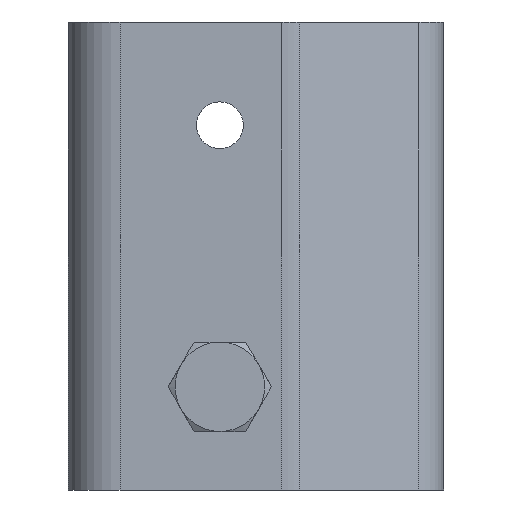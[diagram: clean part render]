
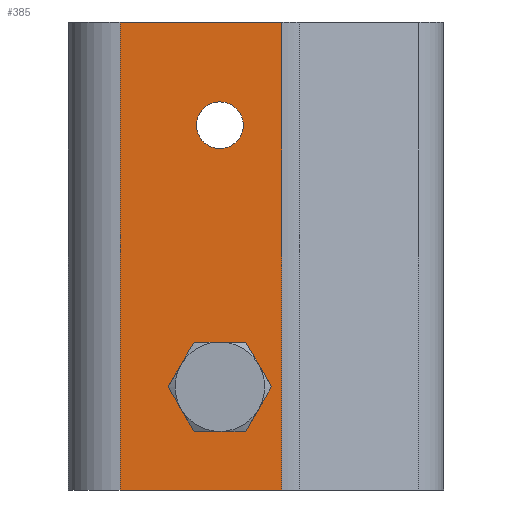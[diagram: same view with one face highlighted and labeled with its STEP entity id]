
A CAD part, left-side view. The second image highlights one B-rep face of the part: STEP entity #385.
In plain terms, the highlighted planar face has unit normal (-1, 0, 0).
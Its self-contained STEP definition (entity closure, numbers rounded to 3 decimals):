
#4 = VECTOR ( 'NONE', #582, 1000. ) ;
#12 = AXIS2_PLACEMENT_3D ( 'NONE', #1778, #1963, #892 ) ;
#24 = PLANE ( 'NONE',  #125 ) ;
#47 = CIRCLE ( 'NONE', #2018, 3.4 ) ;
#125 = AXIS2_PLACEMENT_3D ( 'NONE', #915, #1077, #185 ) ;
#126 = LINE ( 'NONE', #1423, #1007 ) ;
#140 = VERTEX_POINT ( 'NONE', #586 ) ;
#154 = VECTOR ( 'NONE', #1153, 1000. ) ;
#157 = DIRECTION ( 'NONE',  ( 0., -1., 0. ) ) ;
#185 = DIRECTION ( 'NONE',  ( 0., 1., 0. ) ) ;
#192 = VERTEX_POINT ( 'NONE', #1308 ) ;
#202 = CARTESIAN_POINT ( 'NONE',  ( -49.378, 20.197, -19.061 ) ) ;
#208 = DIRECTION ( 'NONE',  ( -1., 0., 0. ) ) ;
#227 = DIRECTION ( 'NONE',  ( 0., -1., 0. ) ) ;
#229 = CARTESIAN_POINT ( 'NONE',  ( -49.378, 11.22, 33.939 ) ) ;
#247 = CARTESIAN_POINT ( 'NONE',  ( -49.378, 11.22, -34.061 ) ) ;
#267 = FACE_OUTER_BOUND ( 'NONE', #2200, .T. ) ;
#329 = CIRCLE ( 'NONE', #2114, 3.4 ) ;
#340 = VECTOR ( 'NONE', #416, 1000. ) ;
#385 = ADVANCED_FACE ( 'NONE', ( #1994, #632, #267 ), #24, .F. ) ;
#392 = EDGE_CURVE ( 'NONE', #1541, #406, #562, .T. ) ;
#393 = ORIENTED_EDGE ( 'NONE', *, *, #1172, .T. ) ;
#406 = VERTEX_POINT ( 'NONE', #1598 ) ;
#416 = DIRECTION ( 'NONE',  ( 0., 0., -1. ) ) ;
#455 = LINE ( 'NONE', #612, #4 ) ;
#461 = AXIS2_PLACEMENT_3D ( 'NONE', #202, #208, #227 ) ;
#465 = ORIENTED_EDGE ( 'NONE', *, *, #973, .F. ) ;
#533 = ORIENTED_EDGE ( 'NONE', *, *, #2282, .T. ) ;
#559 = EDGE_CURVE ( 'NONE', #1906, #2284, #1242, .T. ) ;
#562 = CIRCLE ( 'NONE', #12, 3.4 ) ;
#582 = DIRECTION ( 'NONE',  ( 0., -1., 0. ) ) ;
#586 = CARTESIAN_POINT ( 'NONE',  ( -49.378, 11.22, 33.939 ) ) ;
#612 = CARTESIAN_POINT ( 'NONE',  ( -49.378, -48.53, 33.939 ) ) ;
#632 = FACE_BOUND ( 'NONE', #1904, .T. ) ;
#714 = CARTESIAN_POINT ( 'NONE',  ( -49.378, 20.197, -19.061 ) ) ;
#729 = DIRECTION ( 'NONE',  ( -1., 0., 0. ) ) ;
#764 = ORIENTED_EDGE ( 'NONE', *, *, #2173, .F. ) ;
#765 = DIRECTION ( 'NONE',  ( 0., -1., 0. ) ) ;
#783 = CARTESIAN_POINT ( 'NONE',  ( -49.378, 34.697, 33.939 ) ) ;
#878 = ORIENTED_EDGE ( 'NONE', *, *, #1287, .F. ) ;
#892 = DIRECTION ( 'NONE',  ( 0., -1., 0. ) ) ;
#915 = CARTESIAN_POINT ( 'NONE',  ( -49.378, -48.53, 33.939 ) ) ;
#973 = EDGE_CURVE ( 'NONE', #1342, #192, #1816, .T. ) ;
#987 = ORIENTED_EDGE ( 'NONE', *, *, #1040, .F. ) ;
#1006 = VERTEX_POINT ( 'NONE', #247 ) ;
#1007 = VECTOR ( 'NONE', #1595, 1000. ) ;
#1040 = EDGE_CURVE ( 'NONE', #1906, #140, #455, .T. ) ;
#1067 = CARTESIAN_POINT ( 'NONE',  ( -49.378, 34.697, -34.061 ) ) ;
#1077 = DIRECTION ( 'NONE',  ( 1., 0., 0. ) ) ;
#1079 = CARTESIAN_POINT ( 'NONE',  ( -49.378, 23.597, -19.061 ) ) ;
#1108 = ORIENTED_EDGE ( 'NONE', *, *, #392, .F. ) ;
#1153 = DIRECTION ( 'NONE',  ( 0., 0., 1. ) ) ;
#1172 = EDGE_CURVE ( 'NONE', #1006, #140, #1617, .T. ) ;
#1218 = DIRECTION ( 'NONE',  ( -1., 0., 0. ) ) ;
#1223 = EDGE_LOOP ( 'NONE', ( #764, #1108 ) ) ;
#1242 = LINE ( 'NONE', #783, #340 ) ;
#1287 = EDGE_CURVE ( 'NONE', #192, #1342, #47, .T. ) ;
#1308 = CARTESIAN_POINT ( 'NONE',  ( -49.378, 16.797, -19.061 ) ) ;
#1342 = VERTEX_POINT ( 'NONE', #1079 ) ;
#1423 = CARTESIAN_POINT ( 'NONE',  ( -49.378, -48.53, -34.061 ) ) ;
#1541 = VERTEX_POINT ( 'NONE', #2258 ) ;
#1595 = DIRECTION ( 'NONE',  ( 0., -1., 0. ) ) ;
#1598 = CARTESIAN_POINT ( 'NONE',  ( -49.378, 16.797, 18.939 ) ) ;
#1617 = LINE ( 'NONE', #229, #154 ) ;
#1641 = ORIENTED_EDGE ( 'NONE', *, *, #559, .T. ) ;
#1778 = CARTESIAN_POINT ( 'NONE',  ( -49.378, 20.197, 18.939 ) ) ;
#1816 = CIRCLE ( 'NONE', #461, 3.4 ) ;
#1904 = EDGE_LOOP ( 'NONE', ( #878, #465 ) ) ;
#1906 = VERTEX_POINT ( 'NONE', #1929 ) ;
#1929 = CARTESIAN_POINT ( 'NONE',  ( -49.378, 34.697, 33.939 ) ) ;
#1963 = DIRECTION ( 'NONE',  ( -1., 0., 0. ) ) ;
#1994 = FACE_BOUND ( 'NONE', #1223, .T. ) ;
#2018 = AXIS2_PLACEMENT_3D ( 'NONE', #714, #729, #765 ) ;
#2114 = AXIS2_PLACEMENT_3D ( 'NONE', #2287, #1218, #157 ) ;
#2173 = EDGE_CURVE ( 'NONE', #406, #1541, #329, .T. ) ;
#2200 = EDGE_LOOP ( 'NONE', ( #533, #393, #987, #1641 ) ) ;
#2258 = CARTESIAN_POINT ( 'NONE',  ( -49.378, 23.597, 18.939 ) ) ;
#2282 = EDGE_CURVE ( 'NONE', #2284, #1006, #126, .T. ) ;
#2284 = VERTEX_POINT ( 'NONE', #1067 ) ;
#2287 = CARTESIAN_POINT ( 'NONE',  ( -49.378, 20.197, 18.939 ) ) ;
